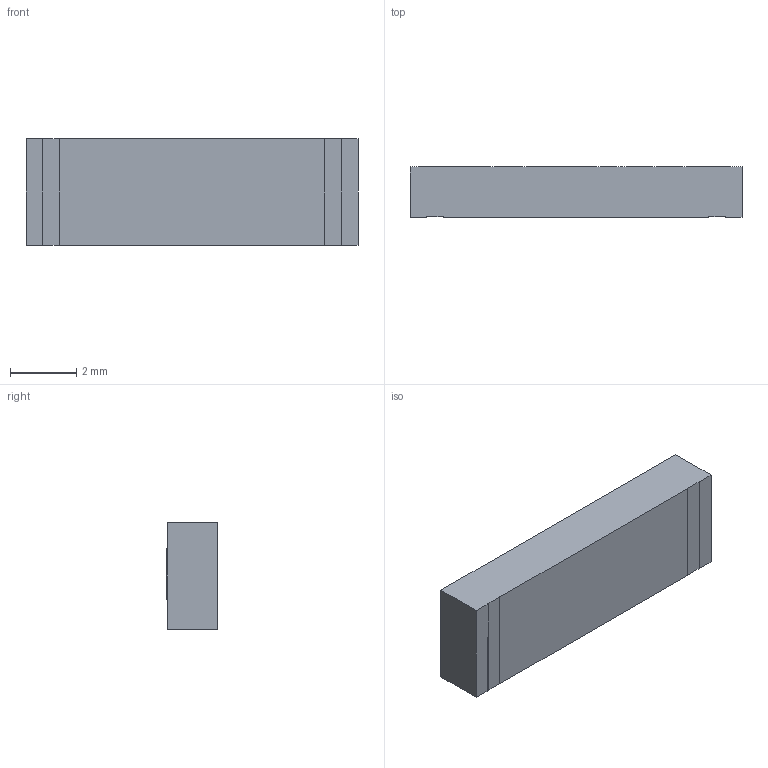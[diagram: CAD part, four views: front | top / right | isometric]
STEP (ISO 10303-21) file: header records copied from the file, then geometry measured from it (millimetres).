
FILE_DESCRIPTION (( 'STEP AP214' ), '1' );
FILE_NAME ('GGBLA.125.STEP', '2019-04-09T01:54:01', ( '' ), ( '' ), 'SwSTEP 2.0', 'SolidWorks 2017', '' );
FILE_SCHEMA (( 'AUTOMOTIVE_DESIGN' ));
Length unit declared in the file: millimetre
Products named in the file (1): GGBLA.125
Bounding box: 10 x 1.52 x 3.2 mm (x, y, z)
Volume: 48.3 mm3; surface area: 104.6 mm2
Topology: 1 solids, 1 shells, 156 faces, 420 edges, 280 vertices
Faces by surface type: plane 101, bspline 55
Entity records: 7280 total; most frequent: CARTESIAN_POINT 3704, ORIENTED_EDGE 840, DIRECTION 514, EDGE_CURVE 420, LINE 310, VECTOR 310, VERTEX_POINT 280, EDGE_LOOP 170
